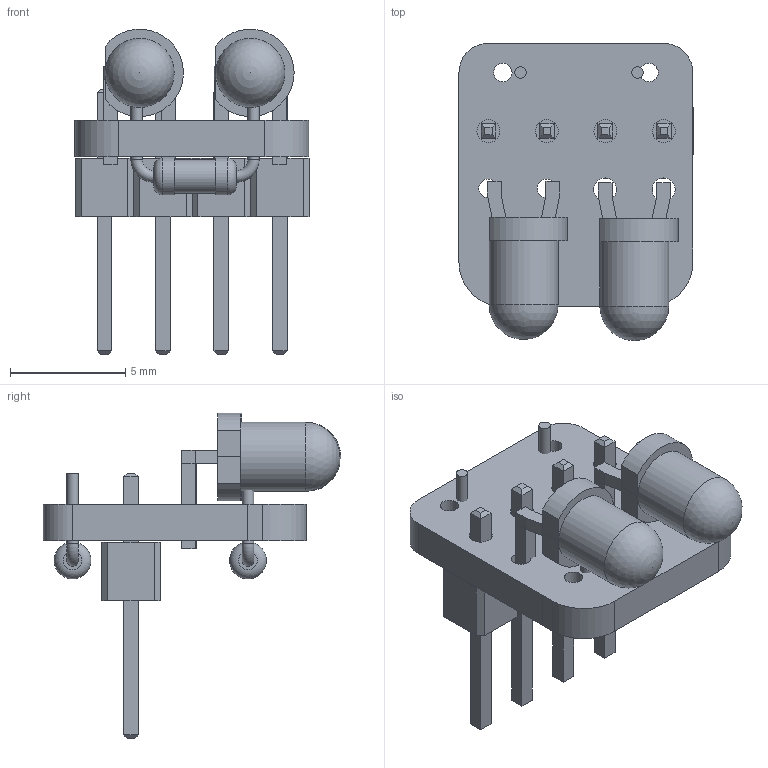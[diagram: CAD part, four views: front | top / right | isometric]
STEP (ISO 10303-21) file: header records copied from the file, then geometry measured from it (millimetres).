
FILE_DESCRIPTION(('KiCad electronic assembly'),'2;1');
FILE_NAME('project.step','2023-07-09T22:13:39',('Pcbnew'),('Kicad'), 'Open CASCADE STEP processor 7.6','KiCad to STEP converter','Unknown' );
FILE_SCHEMA(('AUTOMOTIVE_DESIGN { 1 0 10303 214 1 1 1 1 }'));
Length unit declared in the file: millimetre
Products named in the file (10): project 1; LED_D3.0mm_Horizontal_O1.27mm_Z2.0mm_Clear; SOLID; LED_D3.0mm_Horizontal_O1.27mm_Z2.0mm_IRBlack; R_Axial_DIN0204_L3.6mm_D1.6mm_P5.08mm_Horizontal; PinHeader_1x04_P2.54mm_Vertical; _autosave-project PCB
Assembly tree (10 placements, depth 3):
  project 1
    LED_D3.0mm_Horizontal_O1.27mm_Z2.0mm_Clear
      SOLID
    LED_D3.0mm_Horizontal_O1.27mm_Z2.0mm_IRBlack
      SOLID
    R_Axial_DIN0204_L3.6mm_D1.6mm_P5.08mm_Horizontal  x2
      SOLID
    PinHeader_1x04_P2.54mm_Vertical
      SOLID
    _autosave-project PCB
Bounding box: 10.17 x 12.92 x 14.13 mm (x, y, z)
Volume: 347.1 mm3; surface area: 788.7 mm2
Topology: 6 solids, 6 shells, 220 faces, 502 edges, 312 vertices
Faces by surface type: plane 178, cylinder 32, torus 8, sphere 2
Full cylindrical faces by diameter (mm): 0.5 x4, 0.8 x4, 0.813 x2, 1 x4, 1.001 x2, 1.44 x2, 1.6 x4, 3 x2
Entity records: 14454 total; most frequent: CARTESIAN_POINT 3027, DIRECTION 1903, LINE 1289, VECTOR 1289, ORIENTED_EDGE 962, PCURVE 962, DEFINITIONAL_REPRESENTATION 962, EDGE_CURVE 481
